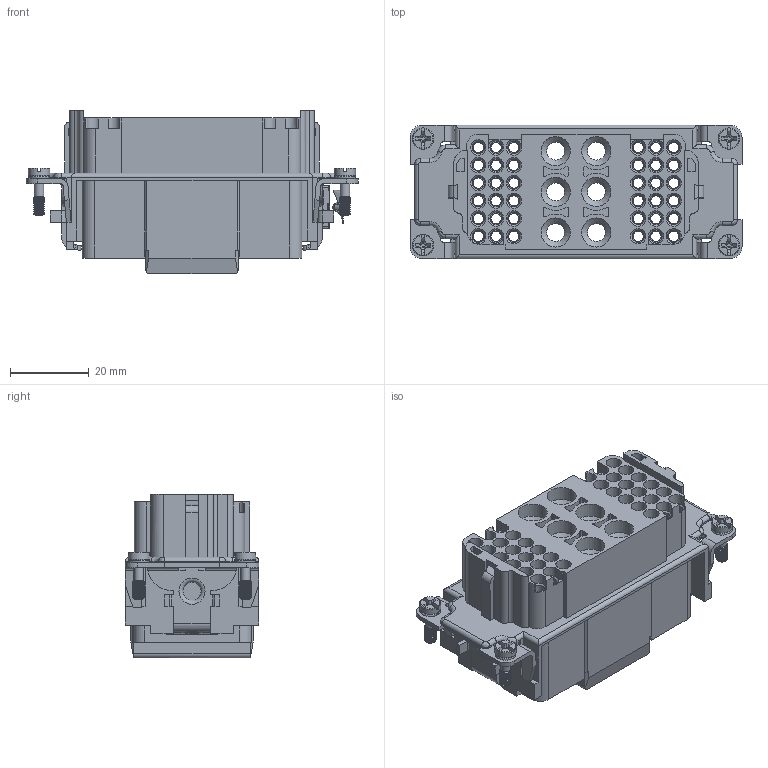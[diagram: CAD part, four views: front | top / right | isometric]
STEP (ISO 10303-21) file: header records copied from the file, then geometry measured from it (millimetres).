
FILE_DESCRIPTION(/* description */ (''),/* implementation_level */ '2;1');
FILE_NAME(/* name */ 'HK-006-36-FC.stp',/* time_stamp */ '2023-09-18T16:30:06+08:00',/* author */ (''),/* organization */ (''),/* preprocessor_version */ 'ST-DEVELOPER v16',/* originating_system */ 'SIEMENS PLM Software NX 10.0',/* authorisation */ '');
FILE_SCHEMA (('AUTOMOTIVE_DESIGN { 1 0 10303 214 3 1 1 1 }'));
Products named in the file (1): Admi16F8F3C4yug4
Bounding box: 84.1 x 33.9 x 41.5 mm (x, y, z)
Volume: 42488.7 mm3; surface area: 41395.5 mm2
Topology: 1 solids, 10 shells, 1535 faces, 4302 edges, 2752 vertices
Faces by surface type: plane 784, cylinder 521, cone 135, torus 56, bspline 31, sphere 8
Full cylindrical faces by diameter (mm): 1.3 x2, 1.5 x2, 1.8 x6, 2 x6, 2.4 x4, 2.6 x36, 3 x4, 3.1 x36, 3.9 x28, 4 x36, 4.5 x6, 4.6 x1, 5 x1, 5.4 x4, 6.4 x6, 6.6 x6, 7.4 x6, 8.5 x2
Entity records: 60190 total; most frequent: CARTESIAN_POINT 20865, DIRECTION 7970, ORIENTED_EDGE 7678, EDGE_CURVE 3839, AXIS2_PLACEMENT_3D 2867, VERTEX_POINT 2605, LINE 2236, VECTOR 2236
